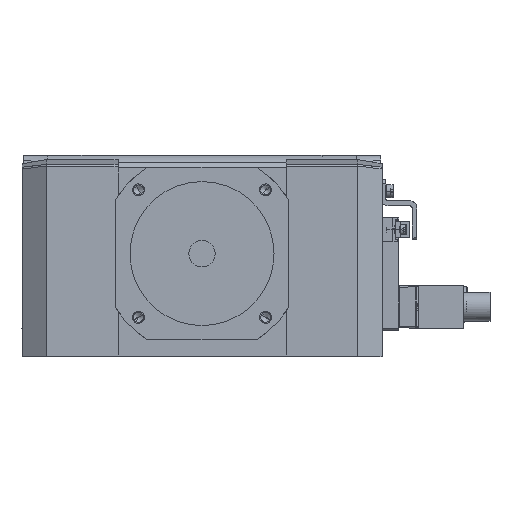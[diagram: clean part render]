
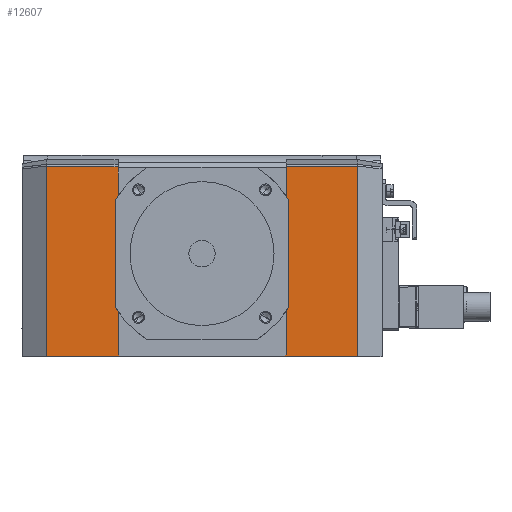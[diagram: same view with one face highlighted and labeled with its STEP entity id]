
A CAD part, front view. The second image highlights one B-rep face of the part: STEP entity #12607.
In plain terms, the highlighted planar face has unit normal (0, -1, 0).
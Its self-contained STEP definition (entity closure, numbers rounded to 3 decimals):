
#11440=CARTESIAN_POINT('Vertex',(64.81,-25.,0.)) ;
#11443=CARTESIAN_POINT('Line Origine',(0.01,-25.,0.)) ;
#11447=CARTESIAN_POINT('Vertex',(-64.79,-25.,0.)) ;
#12472=CARTESIAN_POINT('Vertex',(64.81,-25.,79.196)) ;
#12475=CARTESIAN_POINT('Line Origine',(64.81,-25.,39.598)) ;
#12488=CARTESIAN_POINT('Axis2P3D Location',(0.01,-25.,41.15)) ;
#12493=CARTESIAN_POINT('Line Origine',(34.75,-25.,78.55)) ;
#12497=CARTESIAN_POINT('Vertex',(34.5,-25.,78.8)) ;
#12499=CARTESIAN_POINT('Vertex',(35.,-25.,78.3)) ;
#12502=CARTESIAN_POINT('Line Origine',(35.,-25.,39.55)) ;
#12506=CARTESIAN_POINT('Vertex',(35.,-25.,0.8)) ;
#12509=CARTESIAN_POINT('Line Origine',(34.75,-25.,0.55)) ;
#12513=CARTESIAN_POINT('Vertex',(34.5,-25.,0.3)) ;
#12516=CARTESIAN_POINT('Line Origine',(0.,-25.,0.3)) ;
#12520=CARTESIAN_POINT('Vertex',(-34.5,-25.,0.3)) ;
#12523=CARTESIAN_POINT('Line Origine',(-34.75,-25.,0.55)) ;
#12527=CARTESIAN_POINT('Vertex',(-35.,-25.,0.8)) ;
#12530=CARTESIAN_POINT('Line Origine',(-35.,-25.,39.55)) ;
#12534=CARTESIAN_POINT('Vertex',(-35.,-25.,78.3)) ;
#12537=CARTESIAN_POINT('Line Origine',(-34.75,-25.,78.55)) ;
#12541=CARTESIAN_POINT('Vertex',(-34.5,-25.,78.8)) ;
#12544=CARTESIAN_POINT('Line Origine',(-34.745,-25.,78.8)) ;
#12548=CARTESIAN_POINT('Vertex',(-34.99,-25.,78.8)) ;
#12551=CARTESIAN_POINT('Line Origine',(-34.99,-25.,78.998)) ;
#12555=CARTESIAN_POINT('Vertex',(-34.99,-25.,79.196)) ;
#12558=CARTESIAN_POINT('Line Origine',(-49.89,-25.,79.196)) ;
#12562=CARTESIAN_POINT('Vertex',(-64.79,-25.,79.196)) ;
#12565=CARTESIAN_POINT('Line Origine',(-64.79,-25.,39.598)) ;
#12570=CARTESIAN_POINT('Line Origine',(49.91,-25.,79.196)) ;
#12574=CARTESIAN_POINT('Vertex',(35.01,-25.,79.196)) ;
#12577=CARTESIAN_POINT('Line Origine',(35.01,-25.,78.998)) ;
#12581=CARTESIAN_POINT('Vertex',(35.01,-25.,78.8)) ;
#12584=CARTESIAN_POINT('Line Origine',(34.755,-25.,78.8)) ;
#11444=DIRECTION('Vector Direction',(-1.,0.,0.)) ;
#12476=DIRECTION('Vector Direction',(0.,0.,1.)) ;
#12489=DIRECTION('Axis2P3D Direction',(0.,1.,0.)) ;
#12490=DIRECTION('Axis2P3D XDirection',(0.,0.,1.)) ;
#12494=DIRECTION('Vector Direction',(0.707,0.,-0.707)) ;
#12503=DIRECTION('Vector Direction',(0.,0.,1.)) ;
#12510=DIRECTION('Vector Direction',(-0.707,0.,-0.707)) ;
#12517=DIRECTION('Vector Direction',(1.,0.,0.)) ;
#12524=DIRECTION('Vector Direction',(-0.707,0.,0.707)) ;
#12531=DIRECTION('Vector Direction',(0.,0.,-1.)) ;
#12538=DIRECTION('Vector Direction',(0.707,0.,0.707)) ;
#12545=DIRECTION('Vector Direction',(-1.,0.,0.)) ;
#12552=DIRECTION('Vector Direction',(0.,0.,1.)) ;
#12559=DIRECTION('Vector Direction',(-1.,0.,0.)) ;
#12566=DIRECTION('Vector Direction',(0.,0.,-1.)) ;
#12571=DIRECTION('Vector Direction',(-1.,0.,0.)) ;
#12578=DIRECTION('Vector Direction',(0.,0.,-1.)) ;
#12585=DIRECTION('Vector Direction',(-1.,0.,0.)) ;
#12491=AXIS2_PLACEMENT_3D('Plane Axis2P3D',#12488,#12489,#12490) ;
#12590=ORIENTED_EDGE('',*,*,#12501,.T.) ;
#12591=ORIENTED_EDGE('',*,*,#12508,.F.) ;
#12592=ORIENTED_EDGE('',*,*,#12515,.T.) ;
#12593=ORIENTED_EDGE('',*,*,#12522,.F.) ;
#12594=ORIENTED_EDGE('',*,*,#12529,.T.) ;
#12595=ORIENTED_EDGE('',*,*,#12536,.F.) ;
#12596=ORIENTED_EDGE('',*,*,#12543,.T.) ;
#12597=ORIENTED_EDGE('',*,*,#12550,.T.) ;
#12598=ORIENTED_EDGE('',*,*,#12557,.T.) ;
#12599=ORIENTED_EDGE('',*,*,#12564,.T.) ;
#12600=ORIENTED_EDGE('',*,*,#12569,.T.) ;
#12601=ORIENTED_EDGE('',*,*,#11449,.F.) ;
#12602=ORIENTED_EDGE('',*,*,#12479,.T.) ;
#12603=ORIENTED_EDGE('',*,*,#12576,.T.) ;
#12604=ORIENTED_EDGE('',*,*,#12583,.T.) ;
#12605=ORIENTED_EDGE('',*,*,#12588,.T.) ;
#11445=VECTOR('Line Direction',#11444,1.) ;
#12477=VECTOR('Line Direction',#12476,1.) ;
#12495=VECTOR('Line Direction',#12494,1.) ;
#12504=VECTOR('Line Direction',#12503,1.) ;
#12511=VECTOR('Line Direction',#12510,1.) ;
#12518=VECTOR('Line Direction',#12517,1.) ;
#12525=VECTOR('Line Direction',#12524,1.) ;
#12532=VECTOR('Line Direction',#12531,1.) ;
#12539=VECTOR('Line Direction',#12538,1.) ;
#12546=VECTOR('Line Direction',#12545,1.) ;
#12553=VECTOR('Line Direction',#12552,1.) ;
#12560=VECTOR('Line Direction',#12559,1.) ;
#12567=VECTOR('Line Direction',#12566,1.) ;
#12572=VECTOR('Line Direction',#12571,1.) ;
#12579=VECTOR('Line Direction',#12578,1.) ;
#12586=VECTOR('Line Direction',#12585,1.) ;
#12607=ADVANCED_FACE('LINEAREINHEIT',(#12606),#12492,.F.) ;
#11449=EDGE_CURVE('',#11441,#11448,#11446,.T.) ;
#12479=EDGE_CURVE('',#11441,#12473,#12478,.T.) ;
#12501=EDGE_CURVE('',#12498,#12500,#12496,.T.) ;
#12508=EDGE_CURVE('',#12507,#12500,#12505,.T.) ;
#12515=EDGE_CURVE('',#12507,#12514,#12512,.T.) ;
#12522=EDGE_CURVE('',#12521,#12514,#12519,.T.) ;
#12529=EDGE_CURVE('',#12521,#12528,#12526,.T.) ;
#12536=EDGE_CURVE('',#12535,#12528,#12533,.T.) ;
#12543=EDGE_CURVE('',#12535,#12542,#12540,.T.) ;
#12550=EDGE_CURVE('',#12542,#12549,#12547,.T.) ;
#12557=EDGE_CURVE('',#12549,#12556,#12554,.T.) ;
#12564=EDGE_CURVE('',#12556,#12563,#12561,.T.) ;
#12569=EDGE_CURVE('',#12563,#11448,#12568,.T.) ;
#12576=EDGE_CURVE('',#12473,#12575,#12573,.T.) ;
#12583=EDGE_CURVE('',#12575,#12582,#12580,.T.) ;
#12588=EDGE_CURVE('',#12582,#12498,#12587,.T.) ;
#12589=EDGE_LOOP('',(#12590,#12591,#12592,#12593,#12594,#12595,#12596,#12597,#12598,#12599,#12600,#12601,#12602,#12603,#12604,#12605)) ;
#12606=FACE_OUTER_BOUND('',#12589,.T.) ;
#11446=LINE('Line',#11443,#11445) ;
#12478=LINE('Line',#12475,#12477) ;
#12496=LINE('Line',#12493,#12495) ;
#12505=LINE('Line',#12502,#12504) ;
#12512=LINE('Line',#12509,#12511) ;
#12519=LINE('Line',#12516,#12518) ;
#12526=LINE('Line',#12523,#12525) ;
#12533=LINE('Line',#12530,#12532) ;
#12540=LINE('Line',#12537,#12539) ;
#12547=LINE('Line',#12544,#12546) ;
#12554=LINE('Line',#12551,#12553) ;
#12561=LINE('Line',#12558,#12560) ;
#12568=LINE('Line',#12565,#12567) ;
#12573=LINE('Line',#12570,#12572) ;
#12580=LINE('Line',#12577,#12579) ;
#12587=LINE('Line',#12584,#12586) ;
#12492=PLANE('Plane',#12491) ;
#11441=VERTEX_POINT('',#11440) ;
#11448=VERTEX_POINT('',#11447) ;
#12473=VERTEX_POINT('',#12472) ;
#12498=VERTEX_POINT('',#12497) ;
#12500=VERTEX_POINT('',#12499) ;
#12507=VERTEX_POINT('',#12506) ;
#12514=VERTEX_POINT('',#12513) ;
#12521=VERTEX_POINT('',#12520) ;
#12528=VERTEX_POINT('',#12527) ;
#12535=VERTEX_POINT('',#12534) ;
#12542=VERTEX_POINT('',#12541) ;
#12549=VERTEX_POINT('',#12548) ;
#12556=VERTEX_POINT('',#12555) ;
#12563=VERTEX_POINT('',#12562) ;
#12575=VERTEX_POINT('',#12574) ;
#12582=VERTEX_POINT('',#12581) ;
